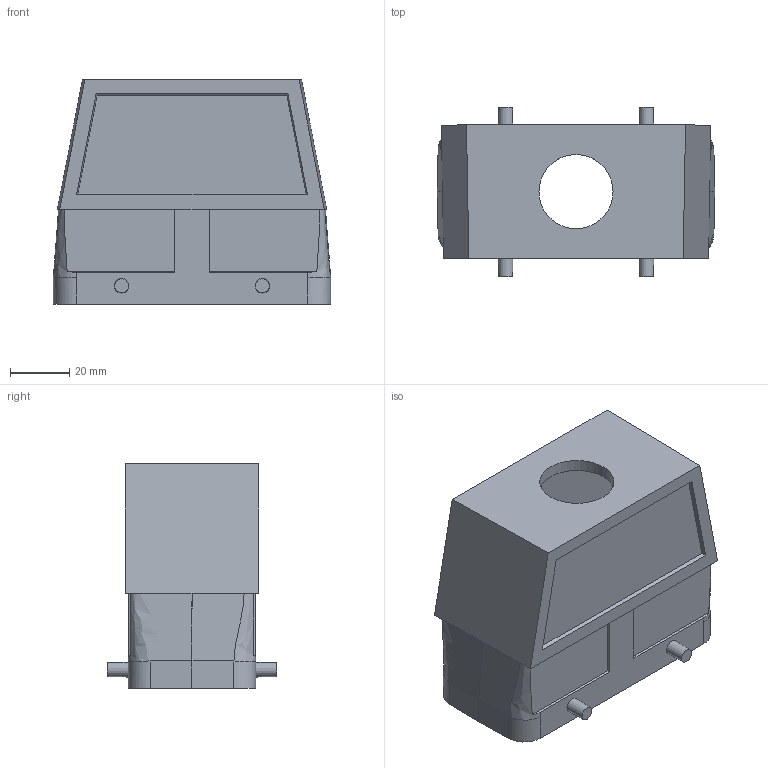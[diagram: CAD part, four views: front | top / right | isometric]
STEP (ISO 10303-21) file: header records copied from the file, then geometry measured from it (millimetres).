
FILE_DESCRIPTION(/* description */ (''),/* implementation_level */ '2;1');
FILE_NAME(/* name */ '100665917ugm000_c.stp',/* time_stamp */ '2021-02-11T08:25:58+01:00',/* author */ (''),/* organization */ (''),/* preprocessor_version */ 'ST-DEVELOPER v16.7',/* originating_system */ 'SIEMENS PLM Software NX 1911',/* authorisation */ '');
FILE_SCHEMA (('AUTOMOTIVE_DESIGN { 1 0 10303 214 3 1 1 1 }'));
Length unit declared in the file: millimetre
Products named in the file (1): 100665917ugm000_c
Bounding box: 93.5 x 57.2 x 75.6 mm (x, y, z)
Volume: 82630.6 mm3; surface area: 43278.1 mm2
Topology: 1 solids, 1 shells, 200 faces, 519 edges, 348 vertices
Faces by surface type: plane 160, cylinder 17, bspline 13, cone 10
Full cylindrical faces by diameter (mm): 3 x4, 25 x1
Entity records: 7902 total; most frequent: CARTESIAN_POINT 2472, ORIENTED_EDGE 1002, DIRECTION 866, EDGE_CURVE 501, LINE 386, VECTOR 386, VERTEX_POINT 340, AXIS2_PLACEMENT_3D 240
